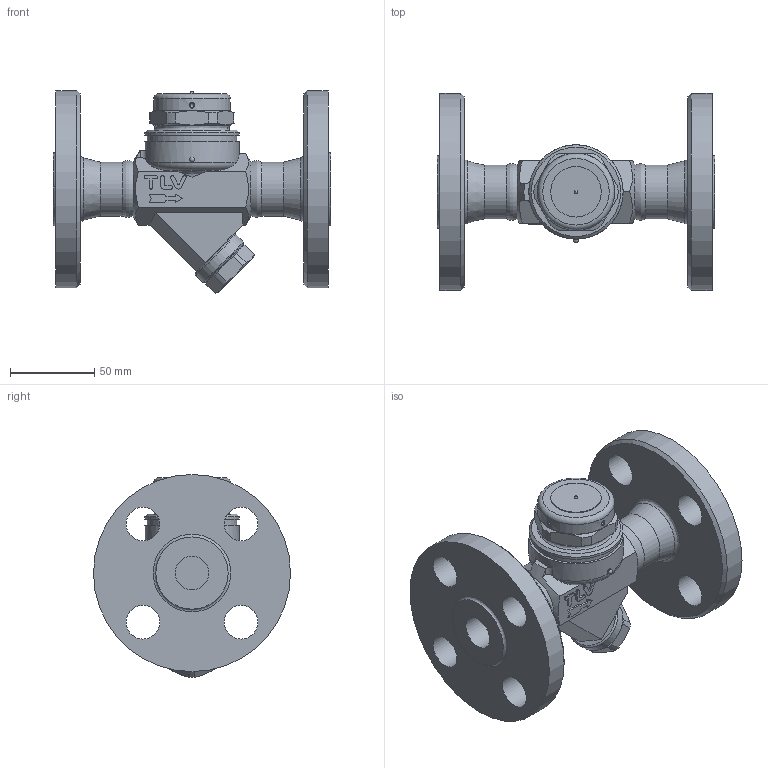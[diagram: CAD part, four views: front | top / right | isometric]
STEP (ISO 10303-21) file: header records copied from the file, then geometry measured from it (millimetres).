
FILE_DESCRIPTION((''),'2;1');
FILE_NAME('p65rn-020-a0300-00.stp','2011-03-10T08:59:42',('nakaot'),(''),'Autodesk Inventor 2008','Autodesk Inventor 2008','');
FILE_SCHEMA(('AUTOMOTIVE_DESIGN { 1 0 10303 214 1 1 1 1 }'));
Length unit declared in the file: millimetre
Products named in the file (1): p65rn-020-a0300-00
Bounding box: 165 x 117 x 120.49 mm (x, y, z)
Volume: 521638.3 mm3; surface area: 84313.4 mm2
Topology: 2 solids, 2 shells, 172 faces, 433 edges, 281 vertices
Faces by surface type: plane 74, cylinder 41, bspline 25, cone 21, sphere 6, torus 5
Full cylindrical faces by diameter (mm): 3 x1, 20 x5, 30 x1, 32 x1, 34 x1, 45.5 x1, 53 x1, 56 x2, 117 x1
Entity records: 7253 total; most frequent: CARTESIAN_POINT 3513, ORIENTED_EDGE 744, DIRECTION 740, EDGE_CURVE 372, AXIS2_PLACEMENT_3D 295, VERTEX_POINT 262, EDGE_LOOP 248, FACE_OUTER_BOUND 172
